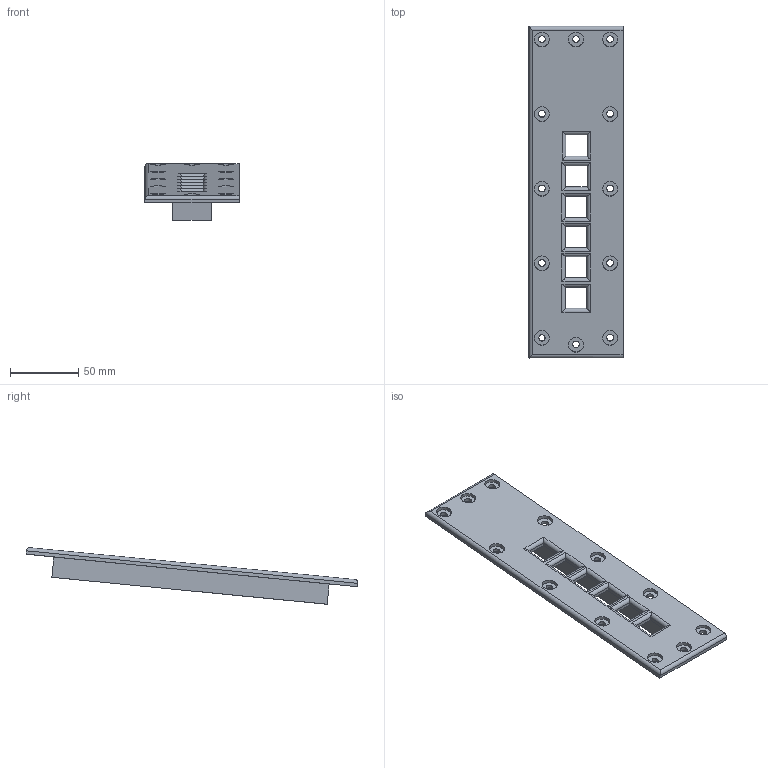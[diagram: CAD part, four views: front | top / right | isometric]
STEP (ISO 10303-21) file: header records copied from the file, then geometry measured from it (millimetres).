
FILE_DESCRIPTION(/* description */ (''),/* implementation_level */ '2;1');
FILE_NAME(/* name */ 'Desk-Switcher-up.step',/* time_stamp */ '2025-12-01T21:05:33+01:00',/* author */ (''),/* organization */ (''),/* preprocessor_version */ 'ST-DEVELOPER v20.1',/* originating_system */ 'Autodesk Translation Framework v14.17.0.0',/* authorisation */ '');
FILE_SCHEMA (('AUTOMOTIVE_DESIGN { 1 0 10303 214 3 1 1 }'));
Length unit declared in the file: millimetre
Products named in the file (3): PreSonus StudioLive_16.0.2; front-left-module; left-up
Assembly tree (2 placements, depth 3):
  PreSonus StudioLive_16.0.2
    front-left-module
      left-up
Bounding box: 69 x 243.59 x 41.45 mm (x, y, z)
Volume: 93650.9 mm3; surface area: 49846.7 mm2
Topology: 1 solids, 1 shells, 169 faces, 401 edges, 258 vertices
Faces by surface type: cylinder 77, plane 68, bspline 24
Full cylindrical faces by diameter (mm): 1.5 x10, 11 x12
Entity records: 5323 total; most frequent: CARTESIAN_POINT 1313, ORIENTED_EDGE 802, DIRECTION 777, EDGE_CURVE 401, AXIS2_PLACEMENT_3D 274, VERTEX_POINT 258, EDGE_LOOP 231, LINE 229
